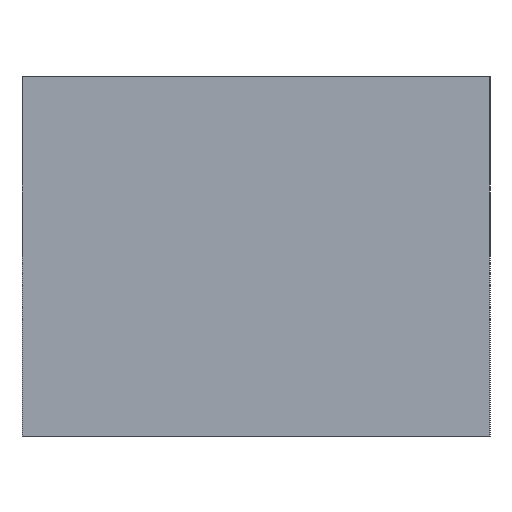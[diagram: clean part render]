
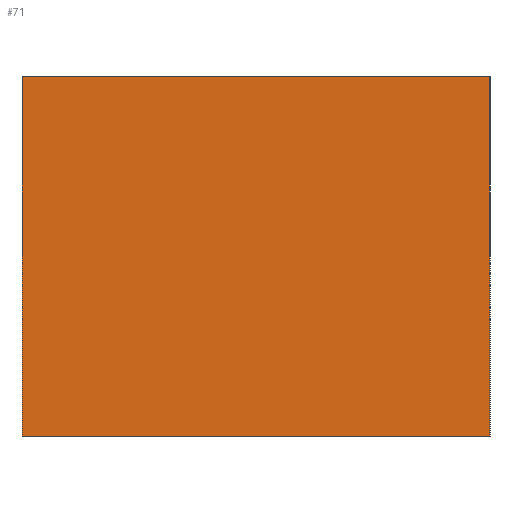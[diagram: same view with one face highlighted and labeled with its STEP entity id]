
A CAD part, left-side view. The second image highlights one B-rep face of the part: STEP entity #71.
In plain terms, the highlighted planar face has unit normal (-1, 0, 0).
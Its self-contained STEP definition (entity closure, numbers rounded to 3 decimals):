
#1=CARTESIAN_POINT('POINT1',(-0.889,-0.826,1.27));
#2=VERTEX_POINT('VERTEX1',#1);
#19=CARTESIAN_POINT('POINT4',(-0.889,0.826,1.27));
#20=VERTEX_POINT('VERTEX4',#19);
#27=CARTESIAN_POINT('POS4',(-0.889,0.826,1.27));
#28=DIRECTION('DIR4',(0.,-1.,0.));
#29=VECTOR('VEC4',#28,25.4);
#30=LINE('STRAIGHT4',#27,#29);
#31=EDGE_CURVE('EDGE4',#20,#2,#30,.T.);
#41=CARTESIAN_POINT('POINT5',(-0.889,-0.826,0.));
#42=VERTEX_POINT('VERTEX5',#41);
#43=CARTESIAN_POINT('POS6',(-0.889,-0.826,0.));
#44=DIRECTION('DIR7',(0.,0.,1.));
#45=VECTOR('VEC5',#44,25.4);
#46=LINE('STRAIGHT5',#43,#45);
#47=EDGE_CURVE('EDGE5',#42,#2,#46,.T.);
#48=ORIENTED_EDGE('COEDGE5',*,*,#47,.T.);
#49=ORIENTED_EDGE('COEDGE6',*,*,#31,.F.);
#50=CARTESIAN_POINT('POINT6',(-0.889,0.826,0.));
#51=VERTEX_POINT('VERTEX6',#50);
#52=CARTESIAN_POINT('POS7',(-0.889,0.826,0.));
#53=DIRECTION('DIR8',(0.,0.,1.));
#54=VECTOR('VEC6',#53,25.4);
#55=LINE('STRAIGHT6',#52,#54);
#56=EDGE_CURVE('EDGE6',#51,#20,#55,.T.);
#57=ORIENTED_EDGE('COEDGE7',*,*,#56,.F.);
#58=CARTESIAN_POINT('POS8',(-0.889,0.826,0.));
#59=DIRECTION('DIR9',(0.,-1.,0.));
#60=VECTOR('VEC7',#59,25.4);
#61=LINE('STRAIGHT7',#58,#60);
#62=EDGE_CURVE('EDGE7',#51,#42,#61,.T.);
#63=ORIENTED_EDGE('COEDGE8',*,*,#62,.T.);
#64=EDGE_LOOP('NONE',(#48,#49,#57,#63));
#65=FACE_BOUND('LOOP1',#64,.T.);
#66=CARTESIAN_POINT('POS9',(-0.889,0.826,0.));
#67=DIRECTION('DIR10',(-1.,0.,0.));
#68=DIRECTION('DIR11',(0.,1.,0.));
#69=AXIS2_PLACEMENT_3D('AXIS2',#66,#67,#68);
#70=PLANE('PLANE2',#69);
#71=ADVANCED_FACE('FACE2',(#65),#70,.T.);
